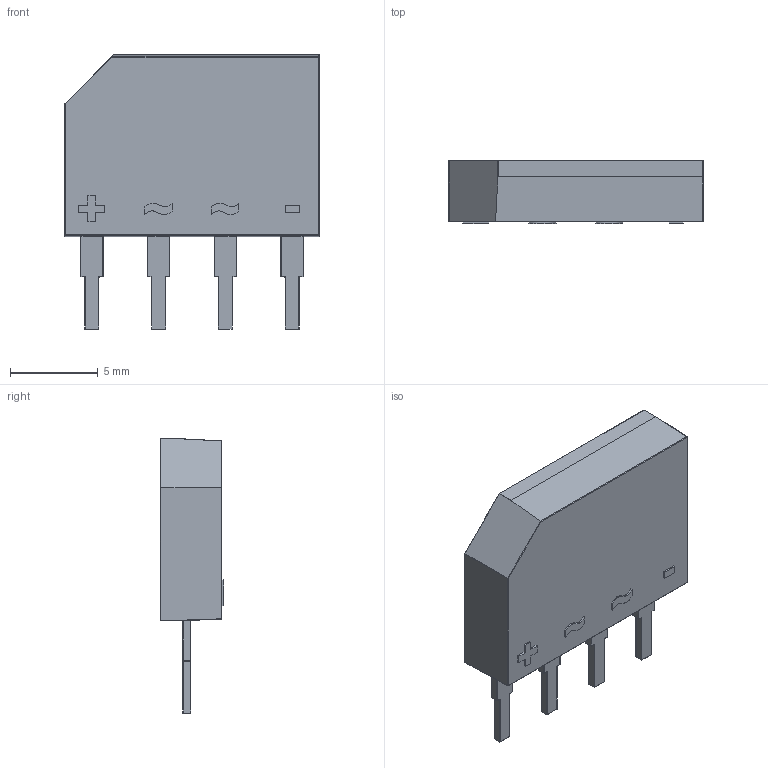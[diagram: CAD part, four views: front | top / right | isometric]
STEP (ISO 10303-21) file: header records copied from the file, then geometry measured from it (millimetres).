
FILE_DESCRIPTION(/* description */ (''),/* implementation_level */ '2;1');
FILE_NAME(/* name */ 'KBP Case.stp',/* time_stamp */ '2019-10-05T17:26:22+02:00',/* author */ ('PCB-Tech'),/* organization */ (''),/* preprocessor_version */ 'ST-DEVELOPER v17.2',/* originating_system */ 'Autodesk Inventor 2019',/* authorisation */ '');
FILE_SCHEMA (('AUTOMOTIVE_DESIGN { 1 0 10303 214 3 1 1 }'));
Length unit declared in the file: millimetre
Products named in the file (1): KBP Case
Bounding box: 14.5 x 3.6 x 15.69 mm (x, y, z)
Volume: 520.9 mm3; surface area: 521.8 mm2
Topology: 1 solids, 1 shells, 235 faces, 521 edges, 293 vertices
Faces by surface type: cylinder 98, plane 69, sphere 40, torus 16, bspline 12
Entity records: 6705 total; most frequent: CARTESIAN_POINT 1211, DIRECTION 1148, ORIENTED_EDGE 1036, EDGE_CURVE 518, AXIS2_PLACEMENT_3D 430, VERTEX_POINT 293, LINE 288, VECTOR 288
